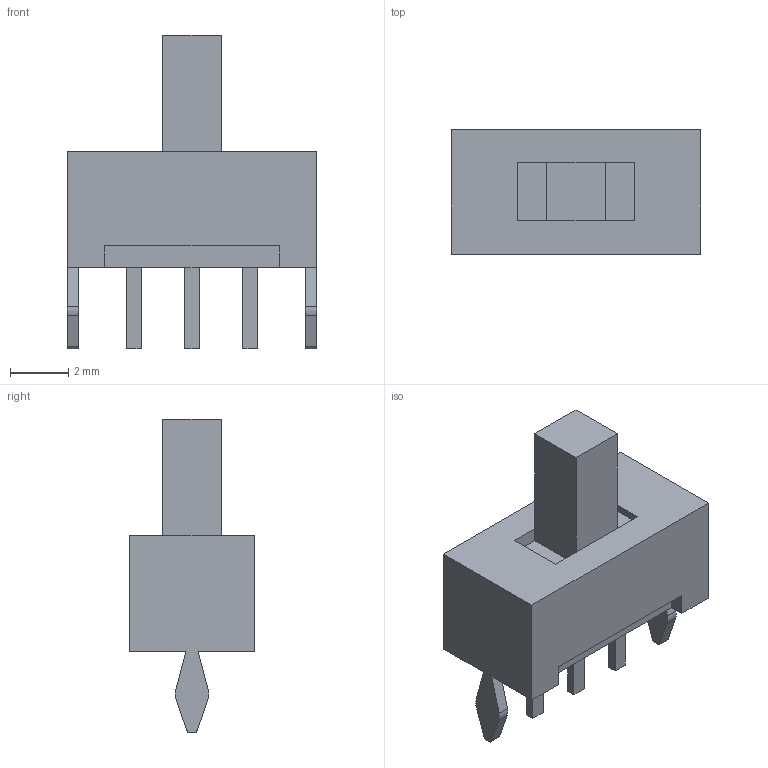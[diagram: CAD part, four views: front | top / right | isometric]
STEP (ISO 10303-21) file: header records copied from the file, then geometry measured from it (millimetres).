
FILE_DESCRIPTION (( 'STEP AP214' ), '1' );
FILE_NAME ('OS102011MS2QS1.STEP', '2024-02-15T02:05:54', ( '' ), ( '' ), 'SwSTEP 2.0', 'SolidWorks 2022', '' );
FILE_SCHEMA (( 'AUTOMOTIVE_DESIGN' ));
Length unit declared in the file: millimetre
Products named in the file (1): OS102011MS2QS1
Bounding box: 8.6 x 4.3 x 10.8 mm (x, y, z)
Volume: 160.9 mm3; surface area: 259.9 mm2
Topology: 2 solids, 2 shells, 62 faces, 162 edges, 108 vertices
Faces by surface type: plane 54, cylinder 8
Entity records: 2046 total; most frequent: CARTESIAN_POINT 333, ORIENTED_EDGE 324, DIRECTION 304, EDGE_CURVE 162, LINE 146, VECTOR 146, VERTEX_POINT 108, AXIS2_PLACEMENT_3D 79
